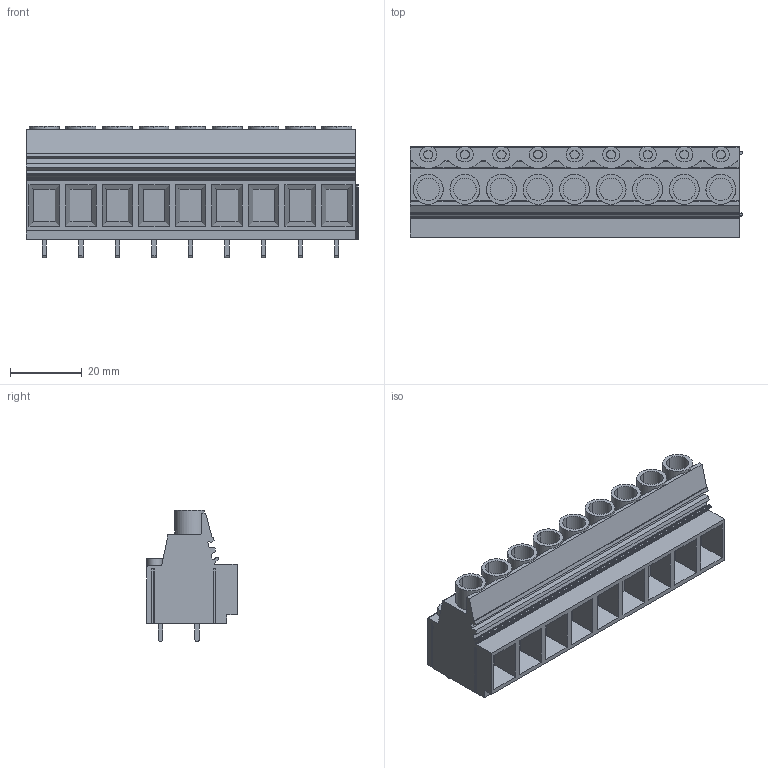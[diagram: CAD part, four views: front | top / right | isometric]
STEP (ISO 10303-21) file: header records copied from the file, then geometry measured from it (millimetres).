
FILE_DESCRIPTION(('CATIA V5 STEP Exchange','CAx-IF Rec.Pracs.--- Model Styling and Organization---1.2---2011-12-15'),'2;1');
FILE_NAME ('D1461485_0_2013920000_2013920000.stp','2018-09-01T05:02:56+00:00',('none'),('Weidmueller'),'CATIA Version 5-6 Release 2014','CATIA V5 STEP AP214','none');
FILE_SCHEMA(('AUTOMOTIVE_DESIGN { 1 0 10303 214 1 1 1 1 }'));
Length unit declared in the file: millimetre
Products named in the file (1): 2013920000
Bounding box: 92.24 x 25.1 x 36.5 mm (x, y, z)
Volume: 44445.3 mm3; surface area: 17032.5 mm2
Topology: 10 solids, 10 shells, 439 faces, 1158 edges, 766 vertices
Faces by surface type: plane 294, cylinder 145
Entity records: 13095 total; most frequent: CARTESIAN_POINT 3089, ORIENTED_EDGE 2316, DIRECTION 1587, EDGE_CURVE 1158, VECTOR 778, LINE 778, VERTEX_POINT 766, AXIS2_PLACEMENT_3D 537
